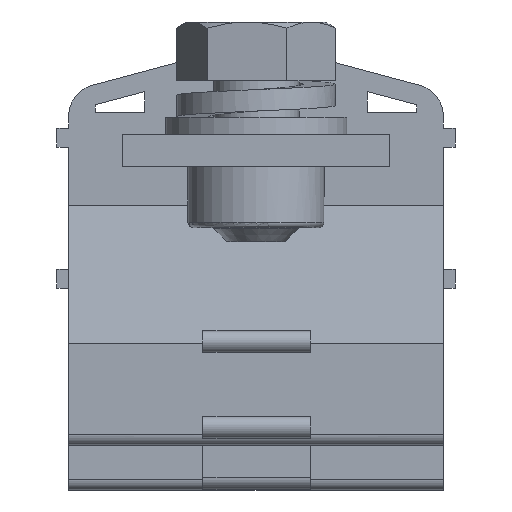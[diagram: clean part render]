
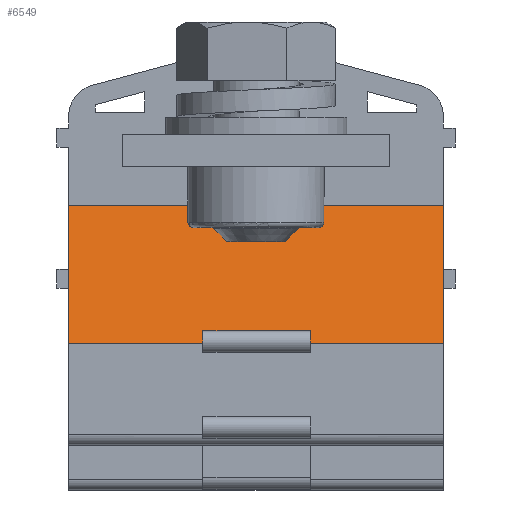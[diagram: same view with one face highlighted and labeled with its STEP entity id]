
A CAD part, left-side view. The second image highlights one B-rep face of the part: STEP entity #6549.
In plain terms, the highlighted planar face has unit normal (-0.966, 0, 0.259).
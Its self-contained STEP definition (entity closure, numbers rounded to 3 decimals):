
#1309=ORIENTED_EDGE('',*,*,#2230,.T.);
#1310=ORIENTED_EDGE('',*,*,#2231,.F.);
#1311=ORIENTED_EDGE('',*,*,#2232,.T.);
#1312=ORIENTED_EDGE('',*,*,#2233,.T.);
#1313=ORIENTED_EDGE('',*,*,#2234,.T.);
#1314=ORIENTED_EDGE('',*,*,#2147,.T.);
#1315=ORIENTED_EDGE('',*,*,#2223,.F.);
#1316=ORIENTED_EDGE('',*,*,#2189,.F.);
#2147=EDGE_CURVE('',#2688,#2687,#3042,.T.);
#2189=EDGE_CURVE('',#2716,#2717,#3080,.T.);
#2223=EDGE_CURVE('',#2717,#2687,#3112,.T.);
#2230=EDGE_CURVE('',#2716,#2738,#3117,.T.);
#2231=EDGE_CURVE('',#2739,#2738,#3118,.T.);
#2232=EDGE_CURVE('',#2739,#2740,#3119,.T.);
#2233=EDGE_CURVE('',#2740,#2741,#3120,.T.);
#2234=EDGE_CURVE('',#2741,#2688,#3121,.T.);
#2687=VERTEX_POINT('',#9652);
#2688=VERTEX_POINT('',#9654);
#2716=VERTEX_POINT('',#9737);
#2717=VERTEX_POINT('',#9739);
#2738=VERTEX_POINT('',#9814);
#2739=VERTEX_POINT('',#9816);
#2740=VERTEX_POINT('',#9818);
#2741=VERTEX_POINT('',#9820);
#3042=LINE('',#9653,#3426);
#3080=LINE('',#9738,#3464);
#3112=LINE('',#9799,#3496);
#3117=LINE('',#9813,#3501);
#3118=LINE('',#9815,#3502);
#3119=LINE('',#9817,#3503);
#3120=LINE('',#9819,#3504);
#3121=LINE('',#9821,#3505);
#3426=VECTOR('',#7872,1000.);
#3464=VECTOR('',#7946,1000.);
#3496=VECTOR('',#7998,1000.);
#3501=VECTOR('',#8017,1000.);
#3502=VECTOR('',#8018,1000.);
#3503=VECTOR('',#8019,1000.);
#3504=VECTOR('',#8020,1000.);
#3505=VECTOR('',#8021,1000.);
#3873=EDGE_LOOP('',(#1309,#1310,#1311,#1312,#1313,#1314,#1315,#1316));
#4206=FACE_BOUND('',#3873,.T.);
#4381=PLANE('',#6970);
#6549=ADVANCED_FACE('',(#4206),#4381,.F.);
#6970=AXIS2_PLACEMENT_3D('',#9812,#8015,#8016);
#7872=DIRECTION('',(0.259,0.,0.966));
#7946=DIRECTION('',(0.259,0.,0.966));
#7998=DIRECTION('',(0.,-1.,0.));
#8015=DIRECTION('',(0.966,0.,-0.259));
#8016=DIRECTION('',(-0.259,0.,-0.966));
#8017=DIRECTION('',(0.,-1.,0.));
#8018=DIRECTION('',(-0.259,0.,-0.966));
#8019=DIRECTION('',(0.,-1.,0.));
#8020=DIRECTION('',(-0.259,0.,-0.966));
#8021=DIRECTION('',(0.,-1.,0.));
#9652=CARTESIAN_POINT('',(-18.275,0.,6.5));
#9653=CARTESIAN_POINT('',(-18.275,0.,6.5));
#9654=CARTESIAN_POINT('',(-21.725,0.,-6.376));
#9737=CARTESIAN_POINT('',(-21.725,35.,-6.376));
#9738=CARTESIAN_POINT('',(-18.275,35.,6.5));
#9739=CARTESIAN_POINT('',(-18.275,35.,6.5));
#9799=CARTESIAN_POINT('',(-18.275,35.,6.5));
#9812=CARTESIAN_POINT('',(-18.275,35.,6.5));
#9813=CARTESIAN_POINT('',(-21.725,35.,-6.376));
#9814=CARTESIAN_POINT('',(-21.725,22.45,-6.376));
#9815=CARTESIAN_POINT('',(-22.481,22.45,-9.198));
#9816=CARTESIAN_POINT('',(-21.422,22.45,-5.247));
#9817=CARTESIAN_POINT('',(-21.422,22.45,-5.247));
#9818=CARTESIAN_POINT('',(-21.422,12.45,-5.247));
#9819=CARTESIAN_POINT('',(-22.481,12.45,-9.198));
#9820=CARTESIAN_POINT('',(-21.725,12.45,-6.376));
#9821=CARTESIAN_POINT('',(-21.725,35.,-6.376));
